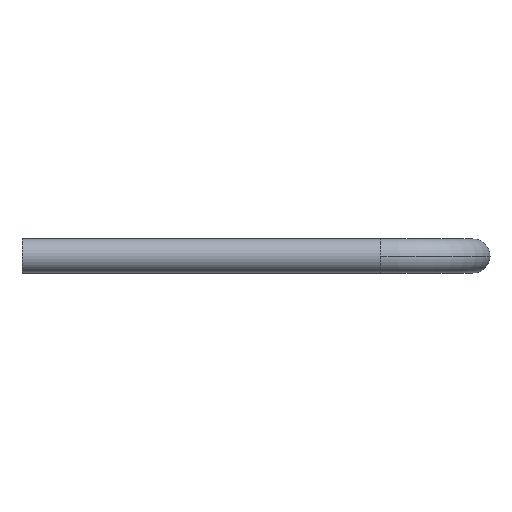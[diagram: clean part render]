
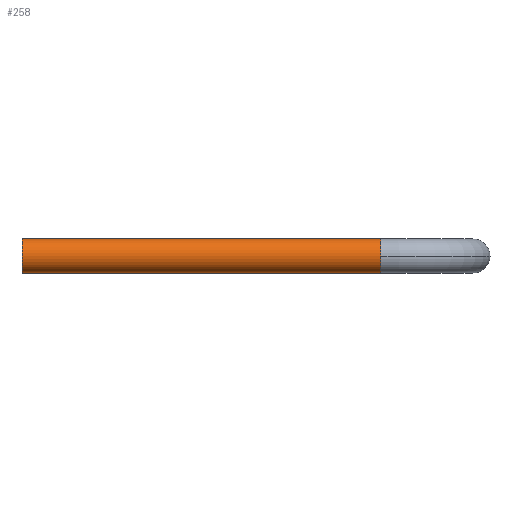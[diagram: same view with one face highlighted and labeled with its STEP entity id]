
A CAD part, front view. The second image highlights one B-rep face of the part: STEP entity #258.
In plain terms, the highlighted cylindrical face has radius 16.7 mm (diameter 33.4 mm), a partial arc.
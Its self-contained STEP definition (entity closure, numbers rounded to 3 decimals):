
#2 = LINE ( 'NONE', #420, #12 ) ;
#12 = VECTOR ( 'NONE', #62, 1000. ) ;
#16 = AXIS2_PLACEMENT_3D ( 'NONE', #435, #122, #232 ) ;
#21 = CYLINDRICAL_SURFACE ( 'NONE', #254, 16.7 ) ;
#31 = ORIENTED_EDGE ( 'NONE', *, *, #396, .T. ) ;
#36 = DIRECTION ( 'NONE',  ( 0., 0., -1. ) ) ;
#41 = CARTESIAN_POINT ( 'NONE',  ( 350., -16.7, 0. ) ) ;
#62 = DIRECTION ( 'NONE',  ( -1., 0., 0. ) ) ;
#80 = DIRECTION ( 'NONE',  ( -1., 0., 0. ) ) ;
#96 = CIRCLE ( 'NONE', #321, 16.7 ) ;
#99 = EDGE_CURVE ( 'NONE', #533, #157, #2, .T. ) ;
#117 = EDGE_LOOP ( 'NONE', ( #226, #521, #529, #217, #31 ) ) ;
#122 = DIRECTION ( 'NONE',  ( 1., 0., 0. ) ) ;
#151 = CARTESIAN_POINT ( 'NONE',  ( 350., 0., -16.7 ) ) ;
#154 = DIRECTION ( 'NONE',  ( 1., 0., 0. ) ) ;
#157 = VERTEX_POINT ( 'NONE', #179 ) ;
#179 = CARTESIAN_POINT ( 'NONE',  ( 0., 0., 16.7 ) ) ;
#182 = CARTESIAN_POINT ( 'NONE',  ( 350., 0., 0. ) ) ;
#193 = CARTESIAN_POINT ( 'NONE',  ( 0., 0., -16.7 ) ) ;
#217 = ORIENTED_EDGE ( 'NONE', *, *, #99, .T. ) ;
#226 = ORIENTED_EDGE ( 'NONE', *, *, #342, .F. ) ;
#232 = DIRECTION ( 'NONE',  ( 0., 0., -1. ) ) ;
#238 = CARTESIAN_POINT ( 'NONE',  ( 350., 0., 0. ) ) ;
#254 = AXIS2_PLACEMENT_3D ( 'NONE', #182, #471, #346 ) ;
#258 = ADVANCED_FACE ( 'NONE', ( #384 ), #21, .T. ) ;
#272 = CARTESIAN_POINT ( 'NONE',  ( 350., 0., 0. ) ) ;
#277 = VERTEX_POINT ( 'NONE', #193 ) ;
#280 = VERTEX_POINT ( 'NONE', #151 ) ;
#281 = EDGE_CURVE ( 'NONE', #395, #280, #96, .T. ) ;
#288 = CARTESIAN_POINT ( 'NONE',  ( 350., 0., 16.7 ) ) ;
#317 = AXIS2_PLACEMENT_3D ( 'NONE', #238, #361, #484 ) ;
#318 = LINE ( 'NONE', #326, #368 ) ;
#321 = AXIS2_PLACEMENT_3D ( 'NONE', #272, #154, #36 ) ;
#326 = CARTESIAN_POINT ( 'NONE',  ( 350., 0., -16.7 ) ) ;
#342 = EDGE_CURVE ( 'NONE', #280, #277, #318, .T. ) ;
#346 = DIRECTION ( 'NONE',  ( 0., 0., 1. ) ) ;
#361 = DIRECTION ( 'NONE',  ( 1., 0., 0. ) ) ;
#368 = VECTOR ( 'NONE', #80, 1000. ) ;
#384 = FACE_OUTER_BOUND ( 'NONE', #117, .T. ) ;
#395 = VERTEX_POINT ( 'NONE', #41 ) ;
#396 = EDGE_CURVE ( 'NONE', #157, #277, #522, .T. ) ;
#420 = CARTESIAN_POINT ( 'NONE',  ( 350., 0., 16.7 ) ) ;
#435 = CARTESIAN_POINT ( 'NONE',  ( 0., 0., 0. ) ) ;
#436 = EDGE_CURVE ( 'NONE', #533, #395, #497, .T. ) ;
#471 = DIRECTION ( 'NONE',  ( -1., 0., 0. ) ) ;
#484 = DIRECTION ( 'NONE',  ( 0., 0., -1. ) ) ;
#497 = CIRCLE ( 'NONE', #317, 16.7 ) ;
#521 = ORIENTED_EDGE ( 'NONE', *, *, #281, .F. ) ;
#522 = CIRCLE ( 'NONE', #16, 16.7 ) ;
#529 = ORIENTED_EDGE ( 'NONE', *, *, #436, .F. ) ;
#533 = VERTEX_POINT ( 'NONE', #288 ) ;
